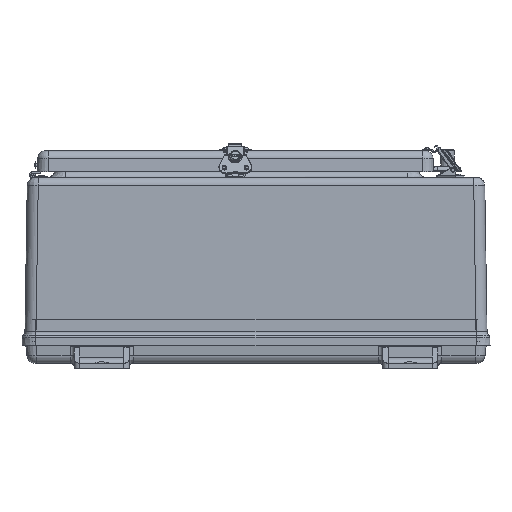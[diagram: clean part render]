
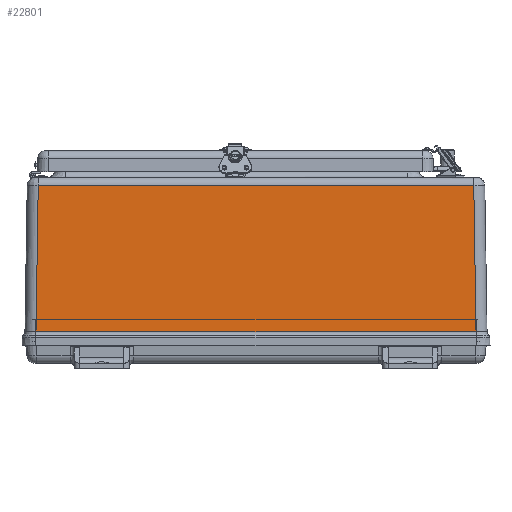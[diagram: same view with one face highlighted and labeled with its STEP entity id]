
A CAD part, front view. The second image highlights one B-rep face of the part: STEP entity #22801.
In plain terms, the highlighted planar face has unit normal (0, -1, 0.015).
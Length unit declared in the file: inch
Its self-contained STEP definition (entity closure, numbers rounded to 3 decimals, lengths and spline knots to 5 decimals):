
#288 = EDGE_CURVE ( 'NONE', #30917, #49468, #2613, .T. ) ;
#676 = CARTESIAN_POINT ( 'NONE',  ( -9.99049, -12.3185, 0. ) ) ;
#1219 = LINE ( 'NONE', #43113, #5275 ) ;
#1598 = VERTEX_POINT ( 'NONE', #69558 ) ;
#2252 = DIRECTION ( 'NONE',  ( 0., -0.015, -1. ) ) ;
#2613 = LINE ( 'NONE', #22632, #59592 ) ;
#3009 = DIRECTION ( 'NONE',  ( 1., 0., 0. ) ) ;
#3531 = FACE_OUTER_BOUND ( 'NONE', #39981, .T. ) ;
#4706 = VECTOR ( 'NONE', #2252, 39.37008 ) ;
#5275 = VECTOR ( 'NONE', #23296, 39.37008 ) ;
#5439 = EDGE_CURVE ( 'NONE', #47458, #1598, #69382, .T. ) ;
#8007 = CARTESIAN_POINT ( 'NONE',  ( -9.8881, -12.21609, 6.63079 ) ) ;
#8805 = DIRECTION ( 'NONE',  ( -0.015, -0.015, -1. ) ) ;
#9207 = ORIENTED_EDGE ( 'NONE', *, *, #25982, .F. ) ;
#9450 = LINE ( 'NONE', #8007, #56370 ) ;
#10052 = CARTESIAN_POINT ( 'NONE',  ( 9.99049, -12.3185, 0. ) ) ;
#12164 = DIRECTION ( 'NONE',  ( 0., -1., 0.015 ) ) ;
#13841 = CARTESIAN_POINT ( 'NONE',  ( -9.99047, -12.31854, -0.0026 ) ) ;
#14612 = EDGE_CURVE ( 'NONE', #49468, #1598, #19622, .T. ) ;
#18273 = EDGE_CURVE ( 'NONE', #72275, #74148, #9450, .T. ) ;
#18331 = VECTOR ( 'NONE', #3009, 39.37008 ) ;
#19622 = LINE ( 'NONE', #21226, #4706 ) ;
#20145 = CARTESIAN_POINT ( 'NONE',  ( 9.8881, -12.21609, 6.63079 ) ) ;
#20566 = CARTESIAN_POINT ( 'NONE',  ( -9.8881, -12.21609, 6.63079 ) ) ;
#21226 = CARTESIAN_POINT ( 'NONE',  ( 9.99047, -12.31854, -0.0026 ) ) ;
#22632 = CARTESIAN_POINT ( 'NONE',  ( 9.98813, -12.31612, 0.15422 ) ) ;
#22801 = ADVANCED_FACE ( 'NONE', ( #3531 ), #75601, .T. ) ;
#23296 = DIRECTION ( 'NONE',  ( -1., 0., 0. ) ) ;
#24127 = CARTESIAN_POINT ( 'NONE',  ( -10.49045, -12.3185, 0. ) ) ;
#24875 = VECTOR ( 'NONE', #51797, 39.37008 ) ;
#25903 = LINE ( 'NONE', #13841, #24875 ) ;
#25982 = EDGE_CURVE ( 'NONE', #47458, #74148, #25903, .T. ) ;
#28838 = DIRECTION ( 'NONE',  ( 0.015, -0.015, -1. ) ) ;
#30917 = VERTEX_POINT ( 'NONE', #20145 ) ;
#31135 = DIRECTION ( 'NONE',  ( 0., -0.015, -1. ) ) ;
#39981 = EDGE_LOOP ( 'NONE', ( #71103, #9207, #69547, #58244, #70617, #66173 ) ) ;
#43113 = CARTESIAN_POINT ( 'NONE',  ( -10.49045, -12.21609, 6.63079 ) ) ;
#47458 = VERTEX_POINT ( 'NONE', #51876 ) ;
#49468 = VERTEX_POINT ( 'NONE', #10052 ) ;
#50274 = AXIS2_PLACEMENT_3D ( 'NONE', #24127, #12164, #31135 ) ;
#51797 = DIRECTION ( 'NONE',  ( 0., 0.015, 1. ) ) ;
#51876 = CARTESIAN_POINT ( 'NONE',  ( -9.99047, -12.31858, -0.00521 ) ) ;
#56370 = VECTOR ( 'NONE', #8805, 39.37008 ) ;
#58244 = ORIENTED_EDGE ( 'NONE', *, *, #14612, .F. ) ;
#59592 = VECTOR ( 'NONE', #28838, 39.37008 ) ;
#65743 = EDGE_CURVE ( 'NONE', #30917, #72275, #1219, .T. ) ;
#66173 = ORIENTED_EDGE ( 'NONE', *, *, #65743, .T. ) ;
#69382 = LINE ( 'NONE', #79643, #18331 ) ;
#69547 = ORIENTED_EDGE ( 'NONE', *, *, #5439, .T. ) ;
#69558 = CARTESIAN_POINT ( 'NONE',  ( 9.99047, -12.31858, -0.00521 ) ) ;
#70617 = ORIENTED_EDGE ( 'NONE', *, *, #288, .F. ) ;
#71103 = ORIENTED_EDGE ( 'NONE', *, *, #18273, .T. ) ;
#72275 = VERTEX_POINT ( 'NONE', #20566 ) ;
#74148 = VERTEX_POINT ( 'NONE', #676 ) ;
#75601 = PLANE ( 'NONE',  #50274 ) ;
#79643 = CARTESIAN_POINT ( 'NONE',  ( -10.49045, -12.31858, -0.00521 ) ) ;
